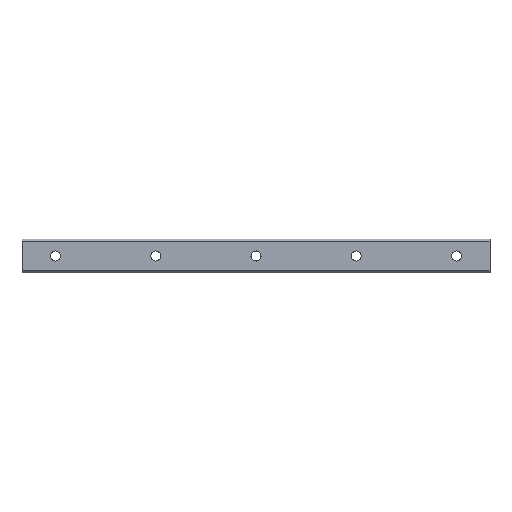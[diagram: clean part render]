
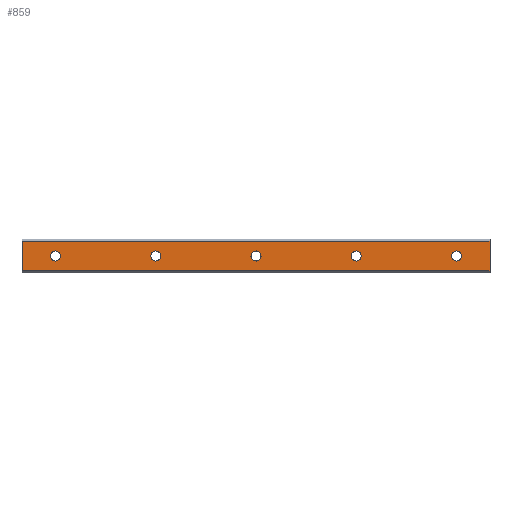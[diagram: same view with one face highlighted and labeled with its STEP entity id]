
A CAD part, front view. The second image highlights one B-rep face of the part: STEP entity #859.
In plain terms, the highlighted planar face has unit normal (0, -1, 0).
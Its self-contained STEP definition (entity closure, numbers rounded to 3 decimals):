
#4 = CIRCLE ( 'NONE', #977, 3. ) ;
#26 = EDGE_CURVE ( 'NONE', #403, #1183, #852, .T. ) ;
#29 = AXIS2_PLACEMENT_3D ( 'NONE', #471, #595, #73 ) ;
#33 = EDGE_LOOP ( 'NONE', ( #423, #1220 ) ) ;
#39 = CARTESIAN_POINT ( 'NONE',  ( -20., 0., 8.82 ) ) ;
#68 = DIRECTION ( 'NONE',  ( 0., 0., 1. ) ) ;
#73 = DIRECTION ( 'NONE',  ( 0., 0., 1. ) ) ;
#78 = CARTESIAN_POINT ( 'NONE',  ( 260., 0., 8.82 ) ) ;
#84 = EDGE_CURVE ( 'NONE', #632, #99, #1186, .T. ) ;
#92 = ORIENTED_EDGE ( 'NONE', *, *, #1467, .F. ) ;
#96 = DIRECTION ( 'NONE',  ( 0., 0., 1. ) ) ;
#99 = VERTEX_POINT ( 'NONE', #1170 ) ;
#109 = DIRECTION ( 'NONE',  ( 1., 0., 0. ) ) ;
#127 = LINE ( 'NONE', #1165, #1396 ) ;
#170 = AXIS2_PLACEMENT_3D ( 'NONE', #269, #1159, #1150 ) ;
#182 = DIRECTION ( 'NONE',  ( 0., 0., 1. ) ) ;
#188 = ORIENTED_EDGE ( 'NONE', *, *, #276, .F. ) ;
#205 = EDGE_CURVE ( 'NONE', #1104, #804, #1603, .T. ) ;
#218 = CARTESIAN_POINT ( 'NONE',  ( 0., 0., 0. ) ) ;
#243 = DIRECTION ( 'NONE',  ( 0., 1., 0. ) ) ;
#253 = DIRECTION ( 'NONE',  ( 0., 0., -1. ) ) ;
#254 = CARTESIAN_POINT ( 'NONE',  ( 240., 0., 3. ) ) ;
#261 = CARTESIAN_POINT ( 'NONE',  ( 240., 0., 0. ) ) ;
#269 = CARTESIAN_POINT ( 'NONE',  ( 180., 0., 0. ) ) ;
#276 = EDGE_CURVE ( 'NONE', #1275, #916, #1507, .T. ) ;
#296 = CARTESIAN_POINT ( 'NONE',  ( 120., 0., -3. ) ) ;
#320 = EDGE_CURVE ( 'NONE', #99, #632, #1197, .T. ) ;
#326 = ORIENTED_EDGE ( 'NONE', *, *, #1670, .F. ) ;
#335 = CARTESIAN_POINT ( 'NONE',  ( 180., 0., 0. ) ) ;
#368 = EDGE_CURVE ( 'NONE', #804, #1104, #4, .T. ) ;
#378 = DIRECTION ( 'NONE',  ( 0., -1., 0. ) ) ;
#380 = ORIENTED_EDGE ( 'NONE', *, *, #1697, .F. ) ;
#385 = CARTESIAN_POINT ( 'NONE',  ( 260., 0., -8.82 ) ) ;
#401 = CARTESIAN_POINT ( 'NONE',  ( 260., 0., 8.82 ) ) ;
#403 = VERTEX_POINT ( 'NONE', #771 ) ;
#421 = AXIS2_PLACEMENT_3D ( 'NONE', #218, #806, #1332 ) ;
#423 = ORIENTED_EDGE ( 'NONE', *, *, #84, .F. ) ;
#449 = DIRECTION ( 'NONE',  ( 0., -1., 0. ) ) ;
#462 = VERTEX_POINT ( 'NONE', #254 ) ;
#470 = VERTEX_POINT ( 'NONE', #621 ) ;
#471 = CARTESIAN_POINT ( 'NONE',  ( 120., 0., 0. ) ) ;
#472 = DIRECTION ( 'NONE',  ( 0., 0., 1. ) ) ;
#487 = VECTOR ( 'NONE', #109, 1000. ) ;
#578 = DIRECTION ( 'NONE',  ( 0., 0., 1. ) ) ;
#580 = VERTEX_POINT ( 'NONE', #651 ) ;
#582 = DIRECTION ( 'NONE',  ( 0., -1., 0. ) ) ;
#583 = ORIENTED_EDGE ( 'NONE', *, *, #26, .F. ) ;
#595 = DIRECTION ( 'NONE',  ( 0., -1., 0. ) ) ;
#597 = CARTESIAN_POINT ( 'NONE',  ( 60., 0., 0. ) ) ;
#621 = CARTESIAN_POINT ( 'NONE',  ( 260., 0., -8.82 ) ) ;
#632 = VERTEX_POINT ( 'NONE', #823 ) ;
#651 = CARTESIAN_POINT ( 'NONE',  ( 260., 0., 8.82 ) ) ;
#656 = AXIS2_PLACEMENT_3D ( 'NONE', #1504, #1380, #578 ) ;
#693 = DIRECTION ( 'NONE',  ( 0., 0., 1. ) ) ;
#716 = EDGE_CURVE ( 'NONE', #1605, #462, #1148, .T. ) ;
#733 = FACE_BOUND ( 'NONE', #850, .T. ) ;
#758 = FACE_BOUND ( 'NONE', #1028, .T. ) ;
#761 = DIRECTION ( 'NONE',  ( 0., -1., 0. ) ) ;
#768 = AXIS2_PLACEMENT_3D ( 'NONE', #1164, #1692, #1063 ) ;
#770 = CARTESIAN_POINT ( 'NONE',  ( 120., 0., 3. ) ) ;
#771 = CARTESIAN_POINT ( 'NONE',  ( 0., 0., -3. ) ) ;
#785 = DIRECTION ( 'NONE',  ( 0., 0., 1. ) ) ;
#804 = VERTEX_POINT ( 'NONE', #1518 ) ;
#806 = DIRECTION ( 'NONE',  ( 0., -1., 0. ) ) ;
#823 = CARTESIAN_POINT ( 'NONE',  ( 180., 0., 3. ) ) ;
#842 = ORIENTED_EDGE ( 'NONE', *, *, #1715, .F. ) ;
#850 = EDGE_LOOP ( 'NONE', ( #1127, #583 ) ) ;
#852 = CIRCLE ( 'NONE', #768, 3. ) ;
#858 = CIRCLE ( 'NONE', #29, 3. ) ;
#859 = ADVANCED_FACE ( 'NONE', ( #869, #733, #1654, #1680, #758, #1284 ), #861, .F. ) ;
#861 = PLANE ( 'NONE',  #1669 ) ;
#869 = FACE_OUTER_BOUND ( 'NONE', #1398, .T. ) ;
#882 = EDGE_CURVE ( 'NONE', #1673, #991, #1428, .T. ) ;
#885 = CIRCLE ( 'NONE', #421, 3. ) ;
#897 = CARTESIAN_POINT ( 'NONE',  ( 0., 0., 3. ) ) ;
#904 = ORIENTED_EDGE ( 'NONE', *, *, #1660, .F. ) ;
#911 = DIRECTION ( 'NONE',  ( -1., 0., 0. ) ) ;
#916 = VERTEX_POINT ( 'NONE', #39 ) ;
#920 = CARTESIAN_POINT ( 'NONE',  ( 60., 0., -3. ) ) ;
#977 = AXIS2_PLACEMENT_3D ( 'NONE', #1287, #761, #1418 ) ;
#984 = ORIENTED_EDGE ( 'NONE', *, *, #716, .F. ) ;
#991 = VERTEX_POINT ( 'NONE', #296 ) ;
#1028 = EDGE_LOOP ( 'NONE', ( #1682, #92 ) ) ;
#1032 = AXIS2_PLACEMENT_3D ( 'NONE', #335, #582, #182 ) ;
#1063 = DIRECTION ( 'NONE',  ( 0., 0., 1. ) ) ;
#1071 = AXIS2_PLACEMENT_3D ( 'NONE', #1364, #1301, #693 ) ;
#1104 = VERTEX_POINT ( 'NONE', #920 ) ;
#1127 = ORIENTED_EDGE ( 'NONE', *, *, #1292, .F. ) ;
#1142 = AXIS2_PLACEMENT_3D ( 'NONE', #261, #378, #785 ) ;
#1148 = CIRCLE ( 'NONE', #656, 3. ) ;
#1150 = DIRECTION ( 'NONE',  ( 0., 0., 1. ) ) ;
#1159 = DIRECTION ( 'NONE',  ( 0., -1., 0. ) ) ;
#1164 = CARTESIAN_POINT ( 'NONE',  ( 0., 0., 0. ) ) ;
#1165 = CARTESIAN_POINT ( 'NONE',  ( 260., 0., 8.82 ) ) ;
#1170 = CARTESIAN_POINT ( 'NONE',  ( 180., 0., -3. ) ) ;
#1183 = VERTEX_POINT ( 'NONE', #897 ) ;
#1186 = CIRCLE ( 'NONE', #170, 3. ) ;
#1197 = CIRCLE ( 'NONE', #1032, 3. ) ;
#1205 = VECTOR ( 'NONE', #911, 1000. ) ;
#1220 = ORIENTED_EDGE ( 'NONE', *, *, #320, .F. ) ;
#1232 = CIRCLE ( 'NONE', #1142, 3. ) ;
#1261 = CARTESIAN_POINT ( 'NONE',  ( 240., 0., -3. ) ) ;
#1275 = VERTEX_POINT ( 'NONE', #1402 ) ;
#1284 = FACE_BOUND ( 'NONE', #1648, .T. ) ;
#1287 = CARTESIAN_POINT ( 'NONE',  ( 60., 0., 0. ) ) ;
#1292 = EDGE_CURVE ( 'NONE', #1183, #403, #885, .T. ) ;
#1301 = DIRECTION ( 'NONE',  ( 0., -1., 0. ) ) ;
#1332 = DIRECTION ( 'NONE',  ( 0., 0., 1. ) ) ;
#1363 = EDGE_LOOP ( 'NONE', ( #904, #984 ) ) ;
#1364 = CARTESIAN_POINT ( 'NONE',  ( 120., 0., 0. ) ) ;
#1376 = CARTESIAN_POINT ( 'NONE',  ( -20., 0., 8.82 ) ) ;
#1378 = ORIENTED_EDGE ( 'NONE', *, *, #368, .F. ) ;
#1380 = DIRECTION ( 'NONE',  ( 0., -1., 0. ) ) ;
#1396 = VECTOR ( 'NONE', #253, 1000. ) ;
#1398 = EDGE_LOOP ( 'NONE', ( #326, #842, #380, #188 ) ) ;
#1402 = CARTESIAN_POINT ( 'NONE',  ( -20., 0., -8.82 ) ) ;
#1418 = DIRECTION ( 'NONE',  ( 0., 0., 1. ) ) ;
#1419 = ORIENTED_EDGE ( 'NONE', *, *, #205, .F. ) ;
#1428 = CIRCLE ( 'NONE', #1071, 3. ) ;
#1467 = EDGE_CURVE ( 'NONE', #991, #1673, #858, .T. ) ;
#1504 = CARTESIAN_POINT ( 'NONE',  ( 240., 0., 0. ) ) ;
#1507 = LINE ( 'NONE', #1376, #1551 ) ;
#1518 = CARTESIAN_POINT ( 'NONE',  ( 60., 0., 3. ) ) ;
#1524 = AXIS2_PLACEMENT_3D ( 'NONE', #597, #449, #68 ) ;
#1551 = VECTOR ( 'NONE', #472, 1000. ) ;
#1565 = LINE ( 'NONE', #385, #1205 ) ;
#1578 = LINE ( 'NONE', #401, #487 ) ;
#1603 = CIRCLE ( 'NONE', #1524, 3. ) ;
#1605 = VERTEX_POINT ( 'NONE', #1261 ) ;
#1648 = EDGE_LOOP ( 'NONE', ( #1378, #1419 ) ) ;
#1654 = FACE_BOUND ( 'NONE', #1363, .T. ) ;
#1660 = EDGE_CURVE ( 'NONE', #462, #1605, #1232, .T. ) ;
#1669 = AXIS2_PLACEMENT_3D ( 'NONE', #78, #243, #96 ) ;
#1670 = EDGE_CURVE ( 'NONE', #470, #1275, #1565, .T. ) ;
#1673 = VERTEX_POINT ( 'NONE', #770 ) ;
#1680 = FACE_BOUND ( 'NONE', #33, .T. ) ;
#1682 = ORIENTED_EDGE ( 'NONE', *, *, #882, .F. ) ;
#1692 = DIRECTION ( 'NONE',  ( 0., -1., 0. ) ) ;
#1697 = EDGE_CURVE ( 'NONE', #916, #580, #1578, .T. ) ;
#1715 = EDGE_CURVE ( 'NONE', #580, #470, #127, .T. ) ;
